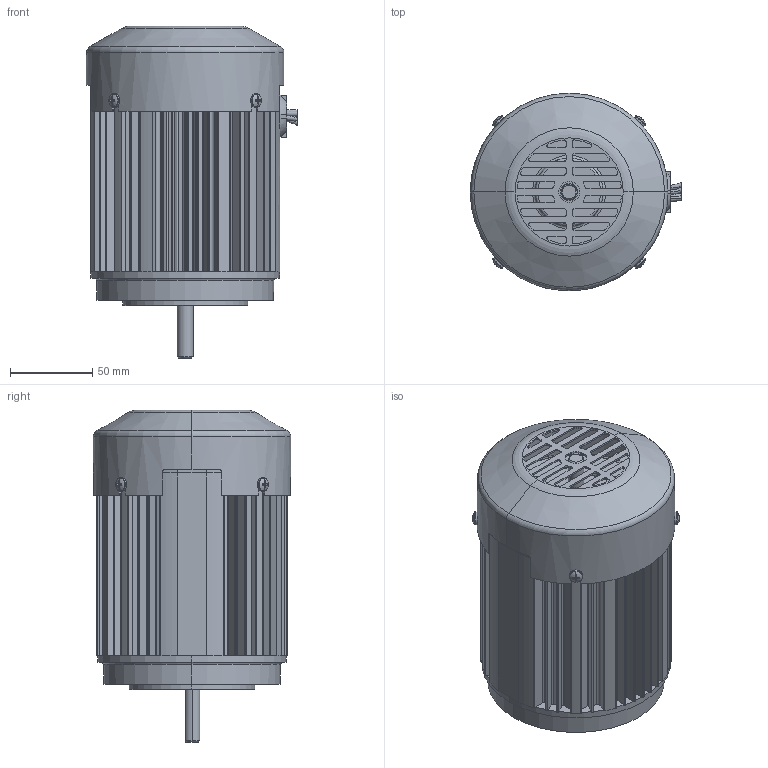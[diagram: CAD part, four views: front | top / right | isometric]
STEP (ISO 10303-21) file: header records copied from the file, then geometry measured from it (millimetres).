
FILE_DESCRIPTION (( 'STEP AP203' ), '1' );
FILE_NAME ('INFM0135.STEP', '2013-11-19T19:20:02', ( 'Sustem Administrator' ), ( 'Bodine Electric Company' ), 'SwSTEP 2.0', 'SolidWorks 2013', '' );
FILE_SCHEMA (( 'CONFIG_CONTROL_DESIGN' ));
Length unit declared in the file: inch
Products named in the file (1): INFM0135
Bounding box: 128.38 x 120.11 x 201.94 mm (x, y, z)
Volume: 1331787.7 mm3; surface area: 215924.3 mm2
Topology: 24 solids, 24 shells, 1002 faces, 2706 edges, 1773 vertices
Faces by surface type: cylinder 418, plane 346, cone 100, bspline 86, torus 32, sphere 20
Entity records: 42187 total; most frequent: CARTESIAN_POINT 16882, ORIENTED_EDGE 5408, DIRECTION 5280, EDGE_CURVE 2704, AXIS2_PLACEMENT_3D 2089, VERTEX_POINT 1773, CIRCLE 1172, VECTOR 1102
